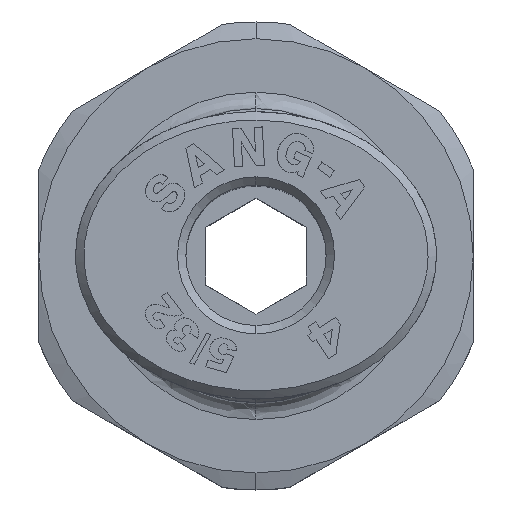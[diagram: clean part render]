
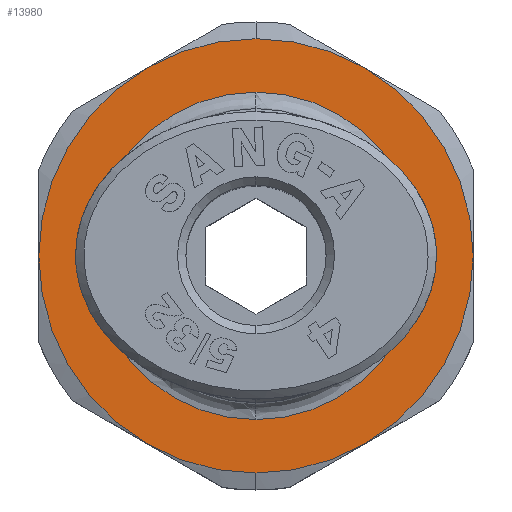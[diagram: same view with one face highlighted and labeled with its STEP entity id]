
A CAD part, top view. The second image highlights one B-rep face of the part: STEP entity #13980.
In plain terms, the highlighted planar face has unit normal (0, 0, 1).
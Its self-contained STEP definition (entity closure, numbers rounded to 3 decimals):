
#389=CARTESIAN_POINT('',(6.5,0.,4.65));
#390=VERTEX_POINT('',#389);
#398=CARTESIAN_POINT('',(5.629,3.25,4.65));
#399=VERTEX_POINT('',#398);
#413=CARTESIAN_POINT('',(0.0,0.0,4.65));
#414=DIRECTION('',(0.0,0.0,1.0));
#415=DIRECTION('',(-1.0,0.0,0.0));
#416=AXIS2_PLACEMENT_3D('',#413,#414,#415);
#417=CIRCLE('',#416,6.5);
#418=EDGE_CURVE('',#390,#399,#417,.T.);
#428=CARTESIAN_POINT('',(-6.5,0.,4.65));
#429=VERTEX_POINT('',#428);
#436=CARTESIAN_POINT('',(-5.629,3.25,4.65));
#437=VERTEX_POINT('',#436);
#438=CARTESIAN_POINT('',(0.0,0.0,4.65));
#439=DIRECTION('',(0.0,0.0,1.0));
#440=DIRECTION('',(-1.0,0.0,0.0));
#441=AXIS2_PLACEMENT_3D('',#438,#439,#440);
#442=CIRCLE('',#441,6.5);
#443=EDGE_CURVE('',#437,#429,#442,.T.);
#547=CARTESIAN_POINT('',(-4.9,0.0,4.65));
#548=VERTEX_POINT('',#547);
#556=CARTESIAN_POINT('',(4.9,0.,4.65));
#557=VERTEX_POINT('',#556);
#558=CARTESIAN_POINT('',(0.0,0.0,4.65));
#559=DIRECTION('',(0.0,0.0,1.0));
#560=DIRECTION('',(1.0,0.0,0.0));
#561=AXIS2_PLACEMENT_3D('',#558,#559,#560);
#562=CIRCLE('',#561,4.9);
#563=EDGE_CURVE('',#548,#557,#562,.T.);
#13907=CARTESIAN_POINT('',(0.0,0.0,4.65));
#13908=DIRECTION('',(0.0,0.0,1.0));
#13909=DIRECTION('',(1.0,0.0,0.0));
#13910=AXIS2_PLACEMENT_3D('',#13907,#13908,#13909);
#13911=CIRCLE('',#13910,4.9);
#13912=EDGE_CURVE('',#557,#548,#13911,.T.);
#13917=CARTESIAN_POINT('',(-4.7,0.0,4.65));
#13918=DIRECTION('',(0.0,0.0,1.0));
#13919=DIRECTION('',(1.0,0.0,0.0));
#13920=AXIS2_PLACEMENT_3D('',#13917,#13918,#13919);
#13921=PLANE('',#13920);
#13922=CARTESIAN_POINT('',(-5.629,-3.25,4.65));
#13923=VERTEX_POINT('',#13922);
#13924=CARTESIAN_POINT('',(0.,-6.5,4.65));
#13925=VERTEX_POINT('',#13924);
#13926=CARTESIAN_POINT('',(0.0,0.0,4.65));
#13927=DIRECTION('',(0.0,0.0,1.0));
#13928=DIRECTION('',(-1.0,0.0,0.0));
#13929=AXIS2_PLACEMENT_3D('',#13926,#13927,#13928);
#13930=CIRCLE('',#13929,6.5);
#13931=EDGE_CURVE('',#13923,#13925,#13930,.T.);
#13932=ORIENTED_EDGE('',*,*,#13931,.T.);
#13933=CARTESIAN_POINT('',(5.629,-3.25,4.65));
#13934=VERTEX_POINT('',#13933);
#13935=CARTESIAN_POINT('',(0.0,0.0,4.65));
#13936=DIRECTION('',(0.0,0.0,1.0));
#13937=DIRECTION('',(-1.0,0.0,0.0));
#13938=AXIS2_PLACEMENT_3D('',#13935,#13936,#13937);
#13939=CIRCLE('',#13938,6.5);
#13940=EDGE_CURVE('',#13925,#13934,#13939,.T.);
#13941=ORIENTED_EDGE('',*,*,#13940,.T.);
#13942=CARTESIAN_POINT('',(0.0,0.0,4.65));
#13943=DIRECTION('',(0.0,0.0,1.0));
#13944=DIRECTION('',(-1.0,0.0,0.0));
#13945=AXIS2_PLACEMENT_3D('',#13942,#13943,#13944);
#13946=CIRCLE('',#13945,6.5);
#13947=EDGE_CURVE('',#13934,#390,#13946,.T.);
#13948=ORIENTED_EDGE('',*,*,#13947,.T.);
#13949=ORIENTED_EDGE('',*,*,#418,.T.);
#13950=CARTESIAN_POINT('',(0.,6.5,4.65));
#13951=VERTEX_POINT('',#13950);
#13952=CARTESIAN_POINT('',(0.0,0.0,4.65));
#13953=DIRECTION('',(0.0,0.0,1.0));
#13954=DIRECTION('',(-1.0,0.0,0.0));
#13955=AXIS2_PLACEMENT_3D('',#13952,#13953,#13954);
#13956=CIRCLE('',#13955,6.5);
#13957=EDGE_CURVE('',#399,#13951,#13956,.T.);
#13958=ORIENTED_EDGE('',*,*,#13957,.T.);
#13959=CARTESIAN_POINT('',(0.0,0.0,4.65));
#13960=DIRECTION('',(0.0,0.0,1.0));
#13961=DIRECTION('',(-1.0,0.0,0.0));
#13962=AXIS2_PLACEMENT_3D('',#13959,#13960,#13961);
#13963=CIRCLE('',#13962,6.5);
#13964=EDGE_CURVE('',#13951,#437,#13963,.T.);
#13965=ORIENTED_EDGE('',*,*,#13964,.T.);
#13966=ORIENTED_EDGE('',*,*,#443,.T.);
#13967=CARTESIAN_POINT('',(0.0,0.0,4.65));
#13968=DIRECTION('',(0.0,0.0,1.0));
#13969=DIRECTION('',(-1.0,0.0,0.0));
#13970=AXIS2_PLACEMENT_3D('',#13967,#13968,#13969);
#13971=CIRCLE('',#13970,6.5);
#13972=EDGE_CURVE('',#429,#13923,#13971,.T.);
#13973=ORIENTED_EDGE('',*,*,#13972,.T.);
#13974=EDGE_LOOP('',(#13932,#13941,#13948,#13949,#13958,#13965,#13966,#13973));
#13975=FACE_OUTER_BOUND('',#13974,.T.);
#13976=ORIENTED_EDGE('',*,*,#563,.F.);
#13977=ORIENTED_EDGE('',*,*,#13912,.F.);
#13978=EDGE_LOOP('',(#13976,#13977));
#13979=FACE_BOUND('',#13978,.T.);
#13980=ADVANCED_FACE('',(#13975,#13979),#13921,.T.);
